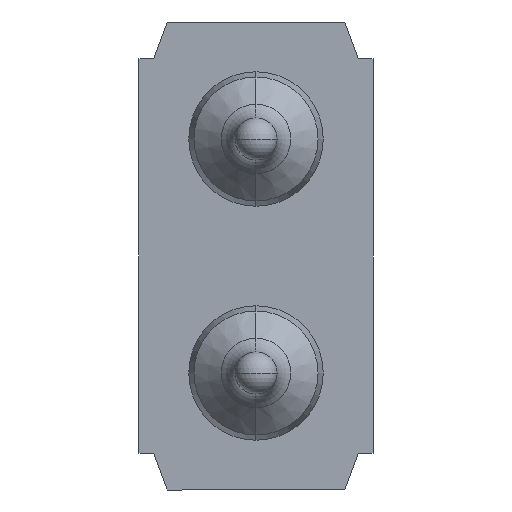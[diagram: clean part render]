
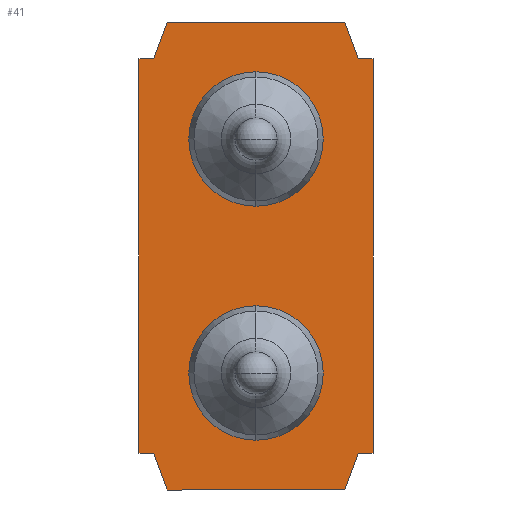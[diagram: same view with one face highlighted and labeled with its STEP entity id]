
A CAD part, front view. The second image highlights one B-rep face of the part: STEP entity #41.
In plain terms, the highlighted planar face has unit normal (0, -1, 0).
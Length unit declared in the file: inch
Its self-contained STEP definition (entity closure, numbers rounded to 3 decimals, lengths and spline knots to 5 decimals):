
#2 = DIRECTION ( 'NONE',  ( -1., 0., 0. ) ) ;
#4 = LINE ( 'NONE', #542, #310 ) ;
#35 = VECTOR ( 'NONE', #1097, 39.37008 ) ;
#41 = ADVANCED_FACE ( 'NONE', ( #1035, #717, #419 ), #415, .T. ) ;
#44 = ORIENTED_EDGE ( 'NONE', *, *, #136, .F. ) ;
#45 = CARTESIAN_POINT ( 'NONE',  ( 0., -0.11, -0.2 ) ) ;
#63 = LINE ( 'NONE', #232, #1004 ) ;
#100 = DIRECTION ( 'NONE',  ( 0., 1., 0. ) ) ;
#108 = VERTEX_POINT ( 'NONE', #943 ) ;
#115 = DIRECTION ( 'NONE',  ( 0., 0., 1. ) ) ;
#129 = ORIENTED_EDGE ( 'NONE', *, *, #964, .F. ) ;
#130 = VERTEX_POINT ( 'NONE', #273 ) ;
#136 = EDGE_CURVE ( 'NONE', #183, #1507, #4, .T. ) ;
#137 = LINE ( 'NONE', #963, #1075 ) ;
#144 = ORIENTED_EDGE ( 'NONE', *, *, #386, .T. ) ;
#147 = DIRECTION ( 'NONE',  ( 0.342, 0., -0.94 ) ) ;
#161 = CARTESIAN_POINT ( 'NONE',  ( -0.01203, -0.11, -0.01575 ) ) ;
#163 = VERTEX_POINT ( 'NONE', #933 ) ;
#171 = CIRCLE ( 'NONE', #1395, 0.02874 ) ;
#176 = ORIENTED_EDGE ( 'NONE', *, *, #1301, .F. ) ;
#178 = AXIS2_PLACEMENT_3D ( 'NONE', #45, #300, #1015 ) ;
#183 = VERTEX_POINT ( 'NONE', #392 ) ;
#185 = EDGE_CURVE ( 'NONE', #1390, #482, #610, .T. ) ;
#196 = DIRECTION ( 'NONE',  ( 1., 0., 0. ) ) ;
#232 = CARTESIAN_POINT ( 'NONE',  ( 0., -0.11, 0. ) ) ;
#273 = CARTESIAN_POINT ( 'NONE',  ( -0.00573, -0.11, -0.18425 ) ) ;
#278 = DIRECTION ( 'NONE',  ( 0., 1., 0. ) ) ;
#286 = CARTESIAN_POINT ( 'NONE',  ( 0.03797, -0.11, -0.15 ) ) ;
#295 = VERTEX_POINT ( 'NONE', #1329 ) ;
#296 = LINE ( 'NONE', #603, #941 ) ;
#300 = DIRECTION ( 'NONE',  ( 0., -1., 0. ) ) ;
#310 = VECTOR ( 'NONE', #412, 39.37008 ) ;
#321 = CARTESIAN_POINT ( 'NONE',  ( -0.01203, -0.11, -0.18425 ) ) ;
#327 = VERTEX_POINT ( 'NONE', #1416 ) ;
#334 = CARTESIAN_POINT ( 'NONE',  ( 0.03797, -0.11, -0.17874 ) ) ;
#342 = DIRECTION ( 'NONE',  ( 0., 1., 0. ) ) ;
#356 = CARTESIAN_POINT ( 'NONE',  ( -0.01203, -0.11, -0.01575 ) ) ;
#358 = LINE ( 'NONE', #1341, #35 ) ;
#365 = CARTESIAN_POINT ( 'NONE',  ( 0.08797, -0.11, -0.01575 ) ) ;
#369 = ORIENTED_EDGE ( 'NONE', *, *, #800, .F. ) ;
#371 = CARTESIAN_POINT ( 'NONE',  ( -0.01203, -0.11, -0.18425 ) ) ;
#377 = LINE ( 'NONE', #582, #945 ) ;
#386 = EDGE_CURVE ( 'NONE', #578, #295, #558, .T. ) ;
#387 = VECTOR ( 'NONE', #115, 39.37008 ) ;
#392 = CARTESIAN_POINT ( 'NONE',  ( 0.08167, -0.11, -0.18425 ) ) ;
#401 = DIRECTION ( 'NONE',  ( 0., 0., 1. ) ) ;
#412 = DIRECTION ( 'NONE',  ( -0.342, 0., -0.94 ) ) ;
#415 = PLANE ( 'NONE',  #178 ) ;
#419 = FACE_OUTER_BOUND ( 'NONE', #705, .T. ) ;
#422 = ORIENTED_EDGE ( 'NONE', *, *, #816, .F. ) ;
#464 = VERTEX_POINT ( 'NONE', #161 ) ;
#477 = AXIS2_PLACEMENT_3D ( 'NONE', #1009, #278, #1132 ) ;
#482 = VERTEX_POINT ( 'NONE', #659 ) ;
#501 = VERTEX_POINT ( 'NONE', #688 ) ;
#524 = EDGE_CURVE ( 'NONE', #327, #1544, #981, .T. ) ;
#542 = CARTESIAN_POINT ( 'NONE',  ( 0.07593, -0.11, -0.2 ) ) ;
#558 = CIRCLE ( 'NONE', #477, 0.02874 ) ;
#578 = VERTEX_POINT ( 'NONE', #334 ) ;
#582 = CARTESIAN_POINT ( 'NONE',  ( 0., -0.11, 0. ) ) ;
#603 = CARTESIAN_POINT ( 'NONE',  ( 0.08797, -0.11, -0.18425 ) ) ;
#610 = CIRCLE ( 'NONE', #753, 0.02874 ) ;
#612 = LINE ( 'NONE', #756, #884 ) ;
#622 = VECTOR ( 'NONE', #196, 39.37008 ) ;
#634 = ORIENTED_EDGE ( 'NONE', *, *, #524, .F. ) ;
#635 = EDGE_CURVE ( 'NONE', #482, #1390, #171, .T. ) ;
#640 = EDGE_CURVE ( 'NONE', #1544, #696, #296, .T. ) ;
#659 = CARTESIAN_POINT ( 'NONE',  ( 0.03797, -0.11, -0.07874 ) ) ;
#675 = LINE ( 'NONE', #1223, #387 ) ;
#687 = DIRECTION ( 'NONE',  ( -1., 0., 0. ) ) ;
#688 = CARTESIAN_POINT ( 'NONE',  ( -0.00573, -0.11, -0.01575 ) ) ;
#696 = VERTEX_POINT ( 'NONE', #1221 ) ;
#703 = DIRECTION ( 'NONE',  ( 0.342, 0., 0.94 ) ) ;
#705 = EDGE_LOOP ( 'NONE', ( #1315, #369, #44, #1247, #1051, #634, #176, #733, #1149, #1524, #422, #129 ) ) ;
#715 = VECTOR ( 'NONE', #1083, 39.37008 ) ;
#717 = FACE_BOUND ( 'NONE', #1186, .T. ) ;
#733 = ORIENTED_EDGE ( 'NONE', *, *, #792, .F. ) ;
#753 = AXIS2_PLACEMENT_3D ( 'NONE', #928, #342, #1436 ) ;
#756 = CARTESIAN_POINT ( 'NONE',  ( 0.07593, -0.11, 0. ) ) ;
#767 = EDGE_CURVE ( 'NONE', #464, #501, #1033, .T. ) ;
#792 = EDGE_CURVE ( 'NONE', #108, #1491, #63, .T. ) ;
#800 = EDGE_CURVE ( 'NONE', #1507, #163, #358, .T. ) ;
#816 = EDGE_CURVE ( 'NONE', #1135, #464, #675, .T. ) ;
#818 = EDGE_LOOP ( 'NONE', ( #908, #144 ) ) ;
#831 = CARTESIAN_POINT ( 'NONE',  ( 0.03797, -0.11, -0.05 ) ) ;
#845 = AXIS2_PLACEMENT_3D ( 'NONE', #286, #1145, #401 ) ;
#884 = VECTOR ( 'NONE', #147, 39.37008 ) ;
#890 = CARTESIAN_POINT ( 'NONE',  ( 0.03797, -0.11, -0.02126 ) ) ;
#908 = ORIENTED_EDGE ( 'NONE', *, *, #1375, .T. ) ;
#928 = CARTESIAN_POINT ( 'NONE',  ( 0.03797, -0.11, -0.05 ) ) ;
#931 = CARTESIAN_POINT ( 'NONE',  ( 0.08797, -0.11, -0.01575 ) ) ;
#933 = CARTESIAN_POINT ( 'NONE',  ( 0., -0.11, -0.2 ) ) ;
#941 = VECTOR ( 'NONE', #1448, 39.37008 ) ;
#943 = CARTESIAN_POINT ( 'NONE',  ( 0., -0.11, 0. ) ) ;
#945 = VECTOR ( 'NONE', #703, 39.37008 ) ;
#957 = DIRECTION ( 'NONE',  ( 0., 0., 1. ) ) ;
#963 = CARTESIAN_POINT ( 'NONE',  ( 0.08797, -0.11, -0.18425 ) ) ;
#964 = EDGE_CURVE ( 'NONE', #130, #1135, #1356, .T. ) ;
#981 = LINE ( 'NONE', #931, #622 ) ;
#995 = EDGE_CURVE ( 'NONE', #501, #108, #377, .T. ) ;
#1004 = VECTOR ( 'NONE', #1090, 39.37008 ) ;
#1009 = CARTESIAN_POINT ( 'NONE',  ( 0.03797, -0.11, -0.15 ) ) ;
#1015 = DIRECTION ( 'NONE',  ( 0., 0., -1. ) ) ;
#1026 = VECTOR ( 'NONE', #687, 39.37008 ) ;
#1033 = LINE ( 'NONE', #356, #715 ) ;
#1035 = FACE_BOUND ( 'NONE', #818, .T. ) ;
#1037 = EDGE_CURVE ( 'NONE', #163, #130, #1241, .T. ) ;
#1051 = ORIENTED_EDGE ( 'NONE', *, *, #640, .F. ) ;
#1075 = VECTOR ( 'NONE', #2, 39.37008 ) ;
#1083 = DIRECTION ( 'NONE',  ( 1., 0., 0. ) ) ;
#1086 = CARTESIAN_POINT ( 'NONE',  ( 0.07593, -0.11, 0. ) ) ;
#1090 = DIRECTION ( 'NONE',  ( 1., 0., 0. ) ) ;
#1097 = DIRECTION ( 'NONE',  ( -1., 0., 0. ) ) ;
#1113 = ORIENTED_EDGE ( 'NONE', *, *, #635, .T. ) ;
#1132 = DIRECTION ( 'NONE',  ( 0., 0., 1. ) ) ;
#1135 = VERTEX_POINT ( 'NONE', #371 ) ;
#1143 = CIRCLE ( 'NONE', #845, 0.02874 ) ;
#1145 = DIRECTION ( 'NONE',  ( 0., 1., 0. ) ) ;
#1149 = ORIENTED_EDGE ( 'NONE', *, *, #995, .F. ) ;
#1186 = EDGE_LOOP ( 'NONE', ( #1424, #1113 ) ) ;
#1221 = CARTESIAN_POINT ( 'NONE',  ( 0.08797, -0.11, -0.18425 ) ) ;
#1223 = CARTESIAN_POINT ( 'NONE',  ( -0.01203, -0.11, -0.18425 ) ) ;
#1241 = LINE ( 'NONE', #1437, #1521 ) ;
#1247 = ORIENTED_EDGE ( 'NONE', *, *, #1508, .F. ) ;
#1301 = EDGE_CURVE ( 'NONE', #1491, #327, #612, .T. ) ;
#1315 = ORIENTED_EDGE ( 'NONE', *, *, #1037, .F. ) ;
#1327 = DIRECTION ( 'NONE',  ( -0.342, 0., 0.94 ) ) ;
#1329 = CARTESIAN_POINT ( 'NONE',  ( 0.03797, -0.11, -0.12126 ) ) ;
#1335 = CARTESIAN_POINT ( 'NONE',  ( 0.07593, -0.11, -0.2 ) ) ;
#1341 = CARTESIAN_POINT ( 'NONE',  ( 0.07593, -0.11, -0.2 ) ) ;
#1356 = LINE ( 'NONE', #321, #1026 ) ;
#1375 = EDGE_CURVE ( 'NONE', #295, #578, #1143, .T. ) ;
#1390 = VERTEX_POINT ( 'NONE', #890 ) ;
#1395 = AXIS2_PLACEMENT_3D ( 'NONE', #831, #100, #957 ) ;
#1416 = CARTESIAN_POINT ( 'NONE',  ( 0.08167, -0.11, -0.01575 ) ) ;
#1424 = ORIENTED_EDGE ( 'NONE', *, *, #185, .T. ) ;
#1436 = DIRECTION ( 'NONE',  ( 0., 0., 1. ) ) ;
#1437 = CARTESIAN_POINT ( 'NONE',  ( 0., -0.11, -0.2 ) ) ;
#1448 = DIRECTION ( 'NONE',  ( 0., 0., -1. ) ) ;
#1491 = VERTEX_POINT ( 'NONE', #1086 ) ;
#1507 = VERTEX_POINT ( 'NONE', #1335 ) ;
#1508 = EDGE_CURVE ( 'NONE', #696, #183, #137, .T. ) ;
#1521 = VECTOR ( 'NONE', #1327, 39.37008 ) ;
#1524 = ORIENTED_EDGE ( 'NONE', *, *, #767, .F. ) ;
#1544 = VERTEX_POINT ( 'NONE', #365 ) ;
